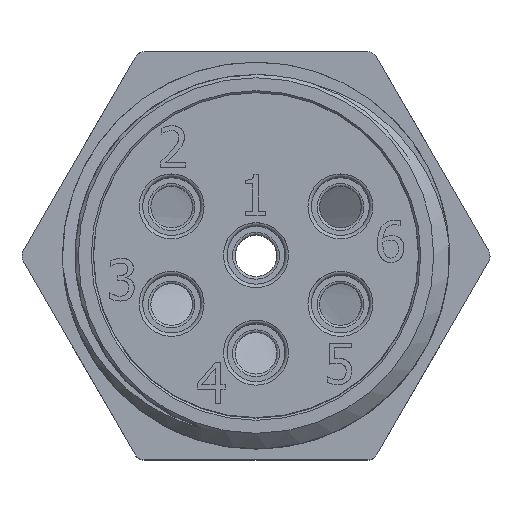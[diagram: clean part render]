
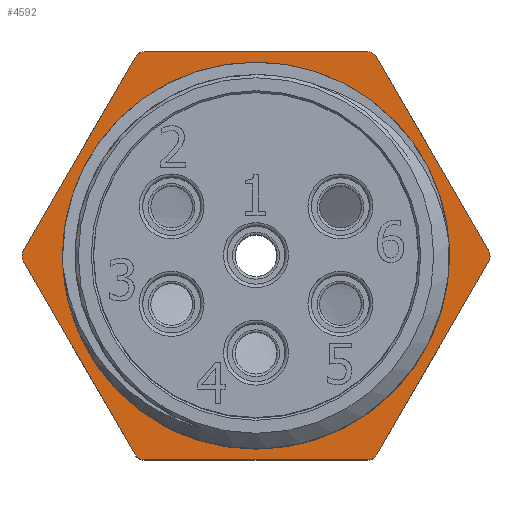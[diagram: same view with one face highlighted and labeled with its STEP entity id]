
A CAD part, top view. The second image highlights one B-rep face of the part: STEP entity #4592.
In plain terms, the highlighted planar face has unit normal (0, 0, 1).
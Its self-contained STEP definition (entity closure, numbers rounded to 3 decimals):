
#208=FACE_BOUND($,#1436,.T.);
#356=CIRCLE($,#4883,0.508);
#378=CIRCLE($,#4916,9.22);
#394=CIRCLE($,#4963,0.508);
#395=CIRCLE($,#4964,0.508);
#396=CIRCLE($,#4965,0.508);
#397=CIRCLE($,#4966,0.508);
#398=CIRCLE($,#4967,0.508);
#1096=FACE_OUTER_BOUND($,#1435,.T.);
#1435=EDGE_LOOP($,(#3472,#3473,#3474,#3475,#3476,#3477,#3478,#3479,#3480,
#3481,#3482,#3483));
#1436=EDGE_LOOP($,(#3484));
#1823=LINE($,#8135,#2048);
#1825=LINE($,#8139,#2050);
#1828=LINE($,#8145,#2053);
#1831=LINE($,#8151,#2056);
#1834=LINE($,#8157,#2059);
#1836=LINE($,#8162,#2061);
#2048=VECTOR($,#5464,10.925);
#2050=VECTOR($,#5468,10.925);
#2053=VECTOR($,#5473,10.925);
#2056=VECTOR($,#5478,10.925);
#2059=VECTOR($,#5483,10.925);
#2061=VECTOR($,#5487,10.925);
#2292=VERTEX_POINT($,#7732);
#2293=VERTEX_POINT($,#7734);
#2315=VERTEX_POINT($,#7790);
#2360=VERTEX_POINT($,#8134);
#2361=VERTEX_POINT($,#8138);
#2362=VERTEX_POINT($,#8142);
#2363=VERTEX_POINT($,#8144);
#2364=VERTEX_POINT($,#8148);
#2365=VERTEX_POINT($,#8150);
#2366=VERTEX_POINT($,#8154);
#2367=VERTEX_POINT($,#8156);
#2368=VERTEX_POINT($,#8160);
#2369=VERTEX_POINT($,#8161);
#2742=EDGE_CURVE($,#2293,#2292,#356,.T.);
#2765=EDGE_CURVE($,#2315,#2315,#378,.T.);
#2815=EDGE_CURVE($,#2292,#2360,#1823,.T.);
#2817=EDGE_CURVE($,#2361,#2293,#1825,.T.);
#2820=EDGE_CURVE($,#2363,#2362,#1828,.T.);
#2823=EDGE_CURVE($,#2365,#2364,#1831,.T.);
#2826=EDGE_CURVE($,#2367,#2366,#1834,.T.);
#2828=EDGE_CURVE($,#2368,#2369,#1836,.T.);
#2831=EDGE_CURVE($,#2360,#2368,#394,.T.);
#2832=EDGE_CURVE($,#2369,#2367,#395,.T.);
#2833=EDGE_CURVE($,#2366,#2365,#396,.T.);
#2834=EDGE_CURVE($,#2364,#2363,#397,.T.);
#2835=EDGE_CURVE($,#2362,#2361,#398,.T.);
#3472=ORIENTED_EDGE($,*,*,#2817,.T.);
#3473=ORIENTED_EDGE($,*,*,#2742,.T.);
#3474=ORIENTED_EDGE($,*,*,#2815,.T.);
#3475=ORIENTED_EDGE($,*,*,#2831,.T.);
#3476=ORIENTED_EDGE($,*,*,#2828,.T.);
#3477=ORIENTED_EDGE($,*,*,#2832,.T.);
#3478=ORIENTED_EDGE($,*,*,#2826,.T.);
#3479=ORIENTED_EDGE($,*,*,#2833,.T.);
#3480=ORIENTED_EDGE($,*,*,#2823,.T.);
#3481=ORIENTED_EDGE($,*,*,#2834,.T.);
#3482=ORIENTED_EDGE($,*,*,#2820,.T.);
#3483=ORIENTED_EDGE($,*,*,#2835,.T.);
#3484=ORIENTED_EDGE($,*,*,#2765,.T.);
#4455=PLANE($,#4962);
#4592=ADVANCED_FACE($,(#1096,#208),#4455,.T.);
#4883=AXIS2_PLACEMENT_3D($,#7735,#5327,#5328);
#4916=AXIS2_PLACEMENT_3D($,#7791,#5394,#5395);
#4962=AXIS2_PLACEMENT_3D($,#8171,#5502,#5503);
#4963=AXIS2_PLACEMENT_3D($,#8172,#5504,#5505);
#4964=AXIS2_PLACEMENT_3D($,#8173,#5506,#5507);
#4965=AXIS2_PLACEMENT_3D($,#8174,#5508,#5509);
#4966=AXIS2_PLACEMENT_3D($,#8175,#5510,#5511);
#4967=AXIS2_PLACEMENT_3D($,#8176,#5512,#5513);
#5327=DIRECTION('center_axis',(0.,0.,1.));
#5328=DIRECTION('ref_axis',(-1.,0.,0.));
#5394=DIRECTION('center_axis',(0.,0.,-1.));
#5395=DIRECTION('ref_axis',(-1.,0.,0.));
#5464=DIRECTION($,(0.5,-0.866,0.));
#5468=DIRECTION($,(-0.5,-0.866,0.));
#5473=DIRECTION($,(-1.,0.,0.));
#5478=DIRECTION($,(-0.5,0.866,0.));
#5483=DIRECTION($,(0.5,0.866,0.));
#5487=DIRECTION($,(1.,0.,0.));
#5502=DIRECTION('center_axis',(0.,0.,1.));
#5503=DIRECTION('ref_axis',(-1.,0.,0.));
#5504=DIRECTION('center_axis',(0.,0.,1.));
#5505=DIRECTION('ref_axis',(-1.,0.,0.));
#5506=DIRECTION('center_axis',(0.,0.,1.));
#5507=DIRECTION('ref_axis',(-1.,0.,0.));
#5508=DIRECTION('center_axis',(0.,0.,1.));
#5509=DIRECTION('ref_axis',(-1.,0.,0.));
#5510=DIRECTION('center_axis',(0.,0.,1.));
#5511=DIRECTION('ref_axis',(-1.,0.,0.));
#5512=DIRECTION('center_axis',(0.,0.,1.));
#5513=DIRECTION('ref_axis',(-1.,0.,0.));
#7732=CARTESIAN_POINT('',(-11.365,-0.254,-9.525));
#7734=CARTESIAN_POINT('',(-11.365,0.254,-9.525));
#7735=CARTESIAN_POINT('Origin',(-10.925,0.,
-9.525));
#7790=CARTESIAN_POINT('',(-9.22,0.,-9.525));
#7791=CARTESIAN_POINT('Origin',(0.,0.,-9.525));
#8134=CARTESIAN_POINT('',(-5.903,-9.716,-9.525));
#8135=CARTESIAN_POINT($,(-11.365,-0.254,-9.525));
#8138=CARTESIAN_POINT('',(-5.903,9.716,-9.525));
#8139=CARTESIAN_POINT($,(-5.903,9.716,-9.525));
#8142=CARTESIAN_POINT('',(-5.463,9.97,-9.525));
#8144=CARTESIAN_POINT('',(5.463,9.97,-9.525));
#8145=CARTESIAN_POINT($,(5.463,9.97,-9.525));
#8148=CARTESIAN_POINT('',(5.903,9.716,-9.525));
#8150=CARTESIAN_POINT('',(11.365,0.254,-9.525));
#8151=CARTESIAN_POINT($,(11.365,0.254,-9.525));
#8154=CARTESIAN_POINT('',(11.365,-0.254,-9.525));
#8156=CARTESIAN_POINT('',(5.903,-9.716,-9.525));
#8157=CARTESIAN_POINT($,(5.903,-9.716,-9.525));
#8160=CARTESIAN_POINT('',(-5.463,-9.97,-9.525));
#8161=CARTESIAN_POINT('',(5.463,-9.97,-9.525));
#8162=CARTESIAN_POINT($,(-5.463,-9.97,-9.525));
#8171=CARTESIAN_POINT('Origin',(0.,0.,-9.525));
#8172=CARTESIAN_POINT('Origin',(-5.463,-9.462,-9.525));
#8173=CARTESIAN_POINT('Origin',(5.463,-9.462,-9.525));
#8174=CARTESIAN_POINT('Origin',(10.925,0.,
-9.525));
#8175=CARTESIAN_POINT('Origin',(5.463,9.462,-9.525));
#8176=CARTESIAN_POINT('Origin',(-5.463,9.462,-9.525));
